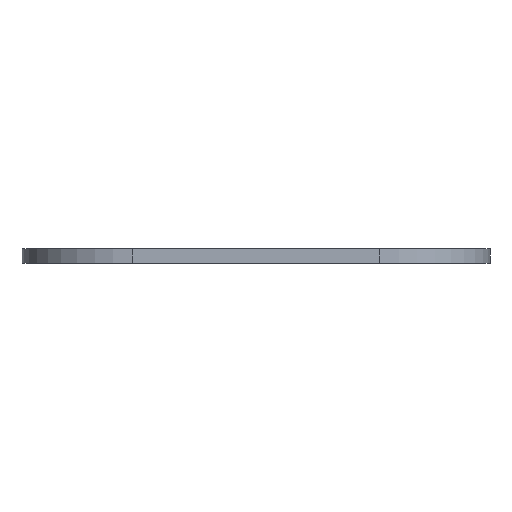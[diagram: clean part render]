
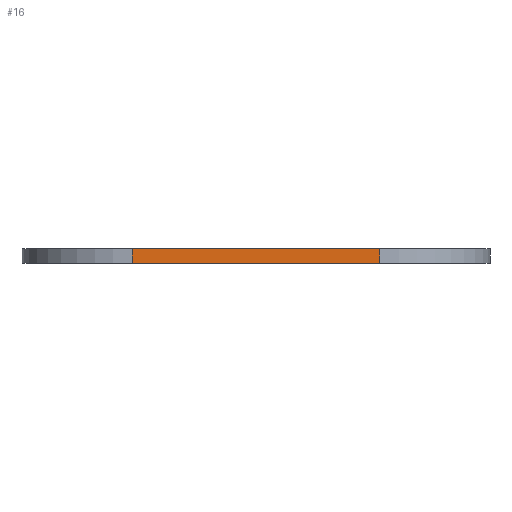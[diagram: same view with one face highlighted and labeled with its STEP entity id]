
A CAD part, left-side view. The second image highlights one B-rep face of the part: STEP entity #16.
In plain terms, the highlighted planar face has unit normal (-1, 0, 0).
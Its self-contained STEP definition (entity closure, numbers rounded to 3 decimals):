
#1 = VECTOR ( 'NONE', #646, 1000. ) ;
#4 = EDGE_CURVE ( 'NONE', #598, #327, #223, .T. ) ;
#15 = CARTESIAN_POINT ( 'NONE',  ( -60.259, 101.392, 1.17 ) ) ;
#16 = ADVANCED_FACE ( 'NONE', ( #119 ), #174, .F. ) ;
#33 = ORIENTED_EDGE ( 'NONE', *, *, #201, .T. ) ;
#40 = CARTESIAN_POINT ( 'NONE',  ( -60.259, 101.392, 1.17 ) ) ;
#48 = CARTESIAN_POINT ( 'NONE',  ( -60.259, 101.392, 0. ) ) ;
#99 = DIRECTION ( 'NONE',  ( 0., 0., -1. ) ) ;
#104 = CARTESIAN_POINT ( 'NONE',  ( -60.259, 121.602, 1.17 ) ) ;
#119 = FACE_OUTER_BOUND ( 'NONE', #437, .T. ) ;
#168 = ORIENTED_EDGE ( 'NONE', *, *, #681, .F. ) ;
#174 = PLANE ( 'NONE',  #596 ) ;
#201 = EDGE_CURVE ( 'NONE', #649, #598, #575, .T. ) ;
#209 = ORIENTED_EDGE ( 'NONE', *, *, #216, .F. ) ;
#216 = EDGE_CURVE ( 'NONE', #649, #586, #356, .T. ) ;
#223 = LINE ( 'NONE', #661, #1 ) ;
#325 = ORIENTED_EDGE ( 'NONE', *, *, #4, .T. ) ;
#327 = VERTEX_POINT ( 'NONE', #48 ) ;
#332 = DIRECTION ( 'NONE',  ( 0., 1., 0. ) ) ;
#356 = LINE ( 'NONE', #633, #423 ) ;
#368 = CARTESIAN_POINT ( 'NONE',  ( -60.259, 121.602, 0. ) ) ;
#380 = DIRECTION ( 'NONE',  ( 0., 0., -1. ) ) ;
#423 = VECTOR ( 'NONE', #584, 1000. ) ;
#437 = EDGE_LOOP ( 'NONE', ( #325, #168, #209, #33 ) ) ;
#476 = VECTOR ( 'NONE', #380, 1000. ) ;
#542 = DIRECTION ( 'NONE',  ( 1., 0., 0. ) ) ;
#549 = LINE ( 'NONE', #15, #476 ) ;
#575 = LINE ( 'NONE', #104, #696 ) ;
#584 = DIRECTION ( 'NONE',  ( 0., -1., 0. ) ) ;
#586 = VERTEX_POINT ( 'NONE', #40 ) ;
#596 = AXIS2_PLACEMENT_3D ( 'NONE', #603, #542, #332 ) ;
#598 = VERTEX_POINT ( 'NONE', #368 ) ;
#603 = CARTESIAN_POINT ( 'NONE',  ( -60.259, 121.602, 1.17 ) ) ;
#633 = CARTESIAN_POINT ( 'NONE',  ( -60.259, 121.602, 1.17 ) ) ;
#646 = DIRECTION ( 'NONE',  ( 0., -1., 0. ) ) ;
#649 = VERTEX_POINT ( 'NONE', #675 ) ;
#661 = CARTESIAN_POINT ( 'NONE',  ( -60.259, 121.602, 0. ) ) ;
#675 = CARTESIAN_POINT ( 'NONE',  ( -60.259, 121.602, 1.17 ) ) ;
#681 = EDGE_CURVE ( 'NONE', #586, #327, #549, .T. ) ;
#696 = VECTOR ( 'NONE', #99, 1000. ) ;
